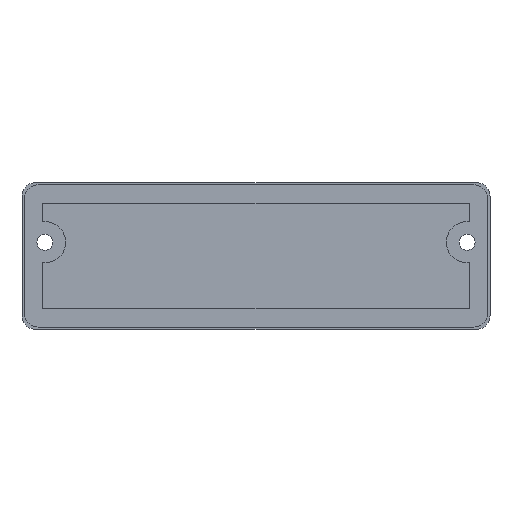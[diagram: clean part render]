
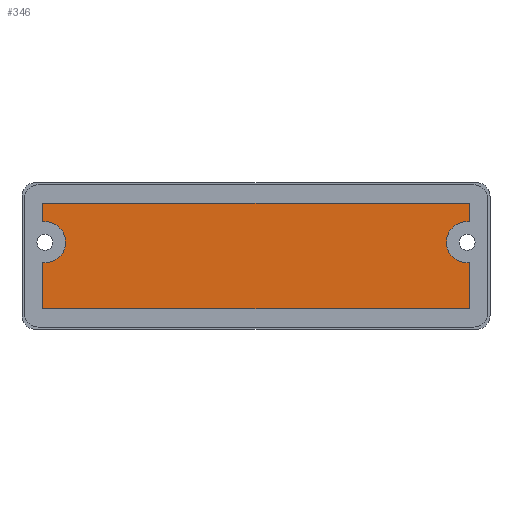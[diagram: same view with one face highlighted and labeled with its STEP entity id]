
A CAD part, top view. The second image highlights one B-rep face of the part: STEP entity #346.
In plain terms, the highlighted planar face has unit normal (0, 0, 1).
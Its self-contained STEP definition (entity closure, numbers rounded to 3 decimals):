
#17 = EDGE_CURVE ( 'NONE', #232, #852, #172, .T. ) ;
#21 = PLANE ( 'NONE',  #289 ) ;
#40 = CARTESIAN_POINT ( 'NONE',  ( -4.5, 0., 4. ) ) ;
#45 = ORIENTED_EDGE ( 'NONE', *, *, #745, .F. ) ;
#49 = FACE_OUTER_BOUND ( 'NONE', #730, .T. ) ;
#59 = EDGE_CURVE ( 'NONE', #423, #232, #403, .T. ) ;
#66 = VECTOR ( 'NONE', #91, 1000. ) ;
#74 = CARTESIAN_POINT ( 'NONE',  ( -9.5, 19., 4. ) ) ;
#91 = DIRECTION ( 'NONE',  ( 0., -1., 0. ) ) ;
#139 = EDGE_CURVE ( 'NONE', #566, #839, #706, .T. ) ;
#143 = EDGE_CURVE ( 'NONE', #379, #839, #583, .T. ) ;
#172 = LINE ( 'NONE', #855, #847 ) ;
#184 = CIRCLE ( 'NONE', #464, 4.5 ) ;
#195 = CARTESIAN_POINT ( 'NONE',  ( -97., 19., 4. ) ) ;
#206 = CARTESIAN_POINT ( 'NONE',  ( 0., 27.5, 4. ) ) ;
#210 = CARTESIAN_POINT ( 'NONE',  ( -97.5, 27.5, 4. ) ) ;
#231 = CARTESIAN_POINT ( 'NONE',  ( 0., 4.5, 4. ) ) ;
#232 = VERTEX_POINT ( 'NONE', #850 ) ;
#233 = VECTOR ( 'NONE', #260, 1000. ) ;
#240 = CARTESIAN_POINT ( 'NONE',  ( 0., 0., 4. ) ) ;
#244 = DIRECTION ( 'NONE',  ( 0., 0., -1. ) ) ;
#245 = ORIENTED_EDGE ( 'NONE', *, *, #143, .T. ) ;
#249 = DIRECTION ( 'NONE',  ( 1., 0., 0. ) ) ;
#252 = CARTESIAN_POINT ( 'NONE',  ( -4.5, 0., 4. ) ) ;
#260 = DIRECTION ( 'NONE',  ( 1., 0., 0. ) ) ;
#269 = CARTESIAN_POINT ( 'NONE',  ( -4.5, 23.472, 4. ) ) ;
#271 = DIRECTION ( 'NONE',  ( 0., 1., 0. ) ) ;
#281 = CARTESIAN_POINT ( 'NONE',  ( -97.5, 4.5, 4. ) ) ;
#289 = AXIS2_PLACEMENT_3D ( 'NONE', #240, #1022, #707 ) ;
#291 = LINE ( 'NONE', #844, #66 ) ;
#297 = CARTESIAN_POINT ( 'NONE',  ( -5., 19., 4. ) ) ;
#299 = VERTEX_POINT ( 'NONE', #74 ) ;
#322 = VERTEX_POINT ( 'NONE', #978 ) ;
#346 = ADVANCED_FACE ( 'NONE', ( #49 ), #21, .T. ) ;
#368 = AXIS2_PLACEMENT_3D ( 'NONE', #195, #244, #249 ) ;
#379 = VERTEX_POINT ( 'NONE', #269 ) ;
#403 = CIRCLE ( 'NONE', #368, 4.5 ) ;
#416 = ORIENTED_EDGE ( 'NONE', *, *, #935, .T. ) ;
#420 = CIRCLE ( 'NONE', #853, 4.5 ) ;
#423 = VERTEX_POINT ( 'NONE', #990 ) ;
#448 = VECTOR ( 'NONE', #1030, 1000. ) ;
#464 = AXIS2_PLACEMENT_3D ( 'NONE', #834, #1067, #905 ) ;
#489 = ORIENTED_EDGE ( 'NONE', *, *, #59, .T. ) ;
#499 = VECTOR ( 'NONE', #271, 1000. ) ;
#545 = EDGE_CURVE ( 'NONE', #566, #423, #291, .T. ) ;
#566 = VERTEX_POINT ( 'NONE', #210 ) ;
#583 = LINE ( 'NONE', #252, #499 ) ;
#584 = DIRECTION ( 'NONE',  ( 1., 0., 0. ) ) ;
#669 = ORIENTED_EDGE ( 'NONE', *, *, #763, .F. ) ;
#681 = EDGE_CURVE ( 'NONE', #379, #299, #184, .T. ) ;
#706 = LINE ( 'NONE', #206, #233 ) ;
#707 = DIRECTION ( 'NONE',  ( 1., 0., 0. ) ) ;
#730 = EDGE_LOOP ( 'NONE', ( #803, #245, #910, #796, #489, #1057, #416, #45, #669 ) ) ;
#745 = EDGE_CURVE ( 'NONE', #322, #819, #810, .T. ) ;
#763 = EDGE_CURVE ( 'NONE', #299, #322, #420, .T. ) ;
#796 = ORIENTED_EDGE ( 'NONE', *, *, #545, .T. ) ;
#803 = ORIENTED_EDGE ( 'NONE', *, *, #681, .F. ) ;
#806 = DIRECTION ( 'NONE',  ( 1., 0., 0. ) ) ;
#810 = LINE ( 'NONE', #40, #448 ) ;
#819 = VERTEX_POINT ( 'NONE', #830 ) ;
#830 = CARTESIAN_POINT ( 'NONE',  ( -4.5, 4.5, 4. ) ) ;
#834 = CARTESIAN_POINT ( 'NONE',  ( -5., 19., 4. ) ) ;
#839 = VERTEX_POINT ( 'NONE', #1062 ) ;
#844 = CARTESIAN_POINT ( 'NONE',  ( -97.5, 0., 4. ) ) ;
#847 = VECTOR ( 'NONE', #931, 1000. ) ;
#849 = VECTOR ( 'NONE', #584, 1000. ) ;
#850 = CARTESIAN_POINT ( 'NONE',  ( -97.5, 14.528, 4. ) ) ;
#852 = VERTEX_POINT ( 'NONE', #281 ) ;
#853 = AXIS2_PLACEMENT_3D ( 'NONE', #297, #953, #806 ) ;
#855 = CARTESIAN_POINT ( 'NONE',  ( -97.5, 0., 4. ) ) ;
#905 = DIRECTION ( 'NONE',  ( 1., 0., 0. ) ) ;
#910 = ORIENTED_EDGE ( 'NONE', *, *, #139, .F. ) ;
#931 = DIRECTION ( 'NONE',  ( 0., -1., 0. ) ) ;
#935 = EDGE_CURVE ( 'NONE', #852, #819, #1084, .T. ) ;
#953 = DIRECTION ( 'NONE',  ( 0., 0., 1. ) ) ;
#978 = CARTESIAN_POINT ( 'NONE',  ( -4.5, 14.528, 4. ) ) ;
#990 = CARTESIAN_POINT ( 'NONE',  ( -97.5, 23.472, 4. ) ) ;
#1022 = DIRECTION ( 'NONE',  ( 0., 0., 1. ) ) ;
#1030 = DIRECTION ( 'NONE',  ( 0., -1., 0. ) ) ;
#1057 = ORIENTED_EDGE ( 'NONE', *, *, #17, .T. ) ;
#1062 = CARTESIAN_POINT ( 'NONE',  ( -4.5, 27.5, 4. ) ) ;
#1067 = DIRECTION ( 'NONE',  ( 0., 0., 1. ) ) ;
#1084 = LINE ( 'NONE', #231, #849 ) ;
